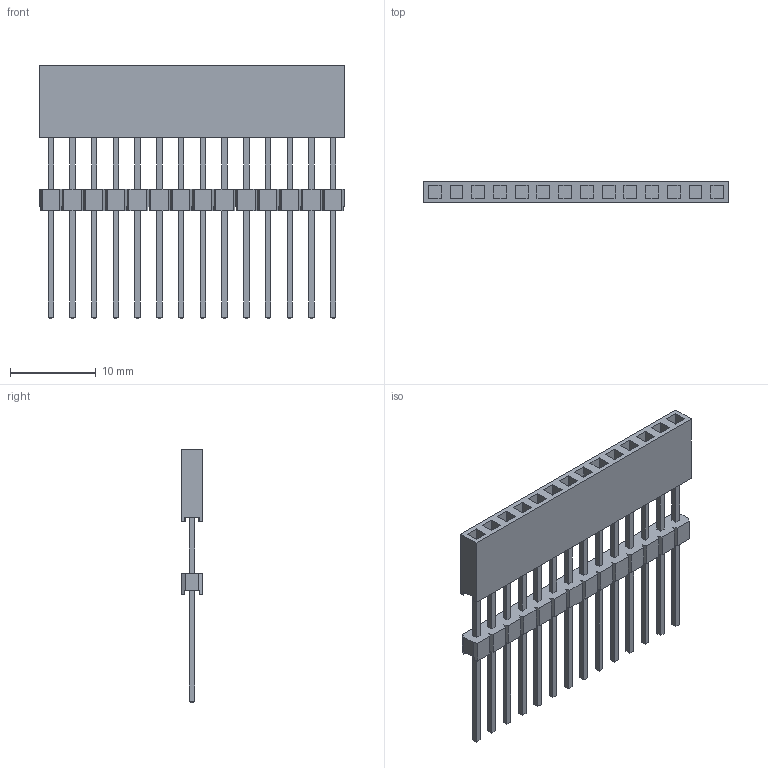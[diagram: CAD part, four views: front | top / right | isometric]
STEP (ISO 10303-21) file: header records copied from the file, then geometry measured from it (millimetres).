
FILE_DESCRIPTION(/* description */ (''),/* implementation_level */ '2;1');
FILE_NAME(/* name */ '2.54_14P_STACKABLE_HDR.step',/* time_stamp */ '2023-10-03T10:22:36-04:00',/* author */ (''),/* organization */ (''),/* preprocessor_version */ 'ST-DEVELOPER v20',/* originating_system */ 'Autodesk Translation Framework v12.14.0.127',/* authorisation */ '');
FILE_SCHEMA (('AUTOMOTIVE_DESIGN { 1 0 10303 214 3 1 1 }'));
Length unit declared in the file: millimetre
Products named in the file (2): AJ's Pin Header Models; 2.54 Extra Long Stackable
Assembly tree (1 placements, depth 2):
  AJ's Pin Header Models
    2.54 Extra Long Stackable
Bounding box: 35.56 x 2.54 x 29.64 mm (x, y, z)
Volume: 847.3 mm3; surface area: 2488.7 mm2
Topology: 1 solids, 1 shells, 488 faces, 1312 edges, 856 vertices
Faces by surface type: plane 488
Entity records: 15169 total; most frequent: CARTESIAN_POINT 2659, ORIENTED_EDGE 2624, DIRECTION 2294, LINE 1312, VECTOR 1312, EDGE_CURVE 1312, VERTEX_POINT 856, EDGE_LOOP 544
